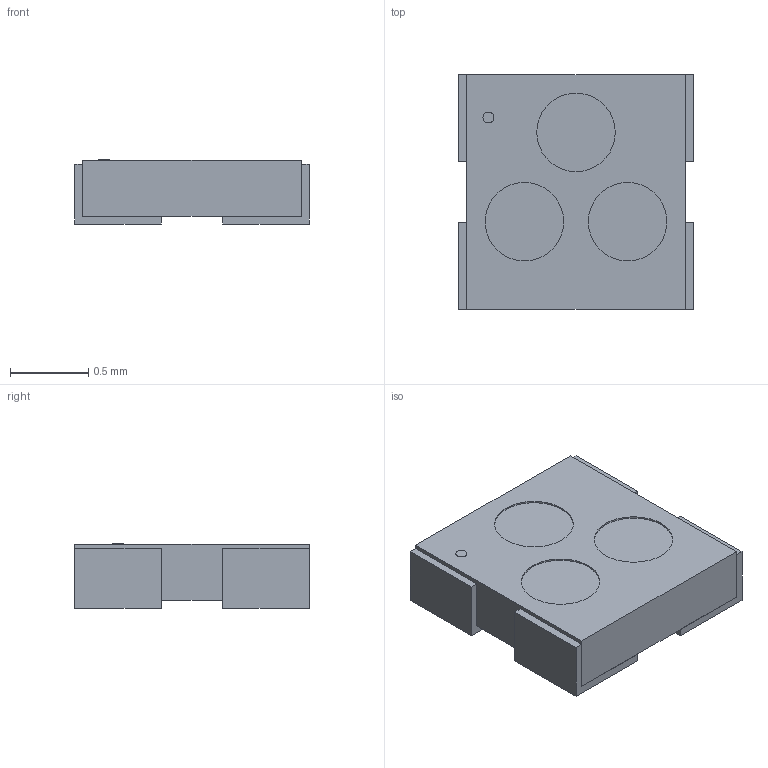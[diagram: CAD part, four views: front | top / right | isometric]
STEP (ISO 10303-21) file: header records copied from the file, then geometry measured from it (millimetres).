
FILE_DESCRIPTION(/* description */ (''),/* implementation_level */ '2;1');
FILE_NAME(/* name */ 'IN-PI15_INL_RGB.step',/* time_stamp */ '2024-02-25T02:17:08-08:00',/* author */ (''),/* organization */ (''),/* preprocessor_version */ 'ST-DEVELOPER v20',/* originating_system */ 'Autodesk Translation Framework v12.20.1.177',/* authorisation */ '');
FILE_SCHEMA (('AUTOMOTIVE_DESIGN { 1 0 10303 214 3 1 1 }'));
Length unit declared in the file: millimetre
Products named in the file (1): IN-PI15_INL
Bounding box: 1.5 x 1.5 x 0.41 mm (x, y, z)
Volume: 0.8 mm3; surface area: 10.8 mm2
Topology: 6 solids, 6 shells, 47 faces, 96 edges, 64 vertices
Faces by surface type: plane 43, cylinder 4
Full cylindrical faces by diameter (mm): 0.07 x1, 0.501 x3
Entity records: 1332 total; most frequent: CARTESIAN_POINT 208, DIRECTION 200, ORIENTED_EDGE 192, EDGE_CURVE 96, LINE 88, VECTOR 88, VERTEX_POINT 64, AXIS2_PLACEMENT_3D 56
